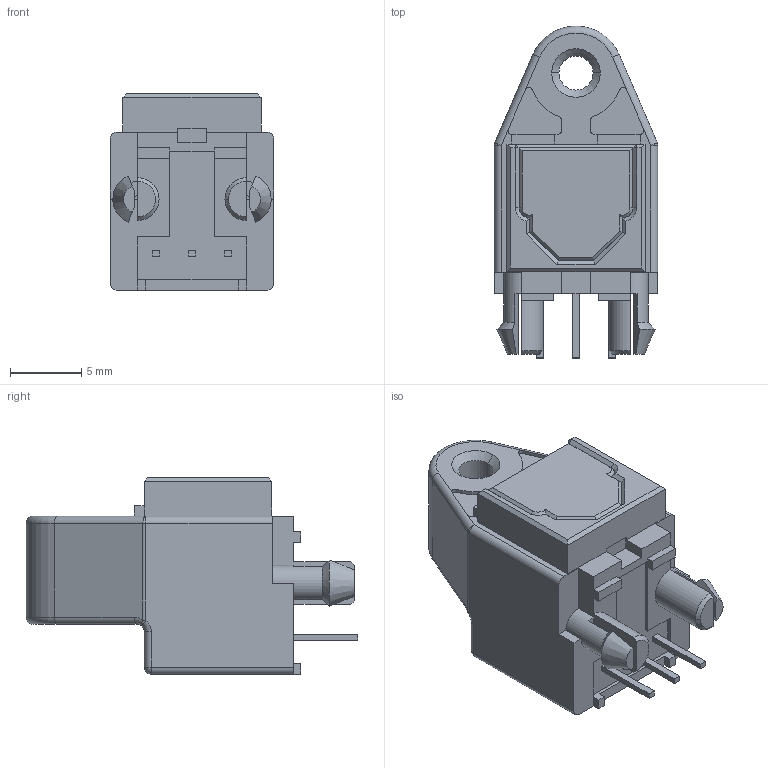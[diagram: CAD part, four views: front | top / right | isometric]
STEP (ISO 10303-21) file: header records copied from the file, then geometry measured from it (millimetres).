
FILE_DESCRIPTION (( 'STEP AP214' ), '1' );
FILE_NAME ('User Library-PLT133_T9.STEP', '2020-04-10T19:09:14', ( '' ), ( '' ), 'SwSTEP 2.0', 'SolidWorks 2019', '' );
FILE_SCHEMA (( 'AUTOMOTIVE_DESIGN' ));
Length unit declared in the file: millimetre
Products named in the file (1): User Library-PLT133_T9
Bounding box: 11.5 x 23.3 x 13.8 mm (x, y, z)
Volume: 2022.2 mm3; surface area: 1250.8 mm2
Topology: 1 solids, 1 shells, 229 faces, 592 edges, 369 vertices
Faces by surface type: plane 152, cylinder 52, cone 13, sphere 6, torus 4, bspline 2
Entity records: 7301 total; most frequent: CARTESIAN_POINT 1235, ORIENTED_EDGE 1180, DIRECTION 1167, EDGE_CURVE 590, LINE 453, VECTOR 453, VERTEX_POINT 369, AXIS2_PLACEMENT_3D 357
